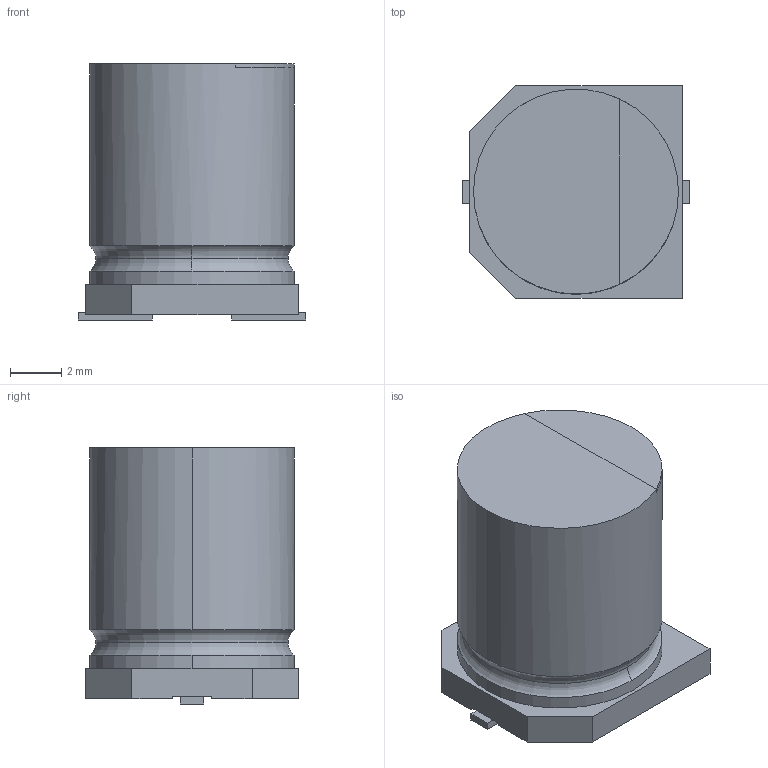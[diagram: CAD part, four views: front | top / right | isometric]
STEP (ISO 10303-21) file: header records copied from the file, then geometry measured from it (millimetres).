
FILE_DESCRIPTION(('FreeCAD Model'),'2;1');
FILE_NAME('User Library-CL_series_size8x10.step' ,'2021-01-21T11:42:57',('kicad StepUp'),('ksu MCAD'), 'Open CASCADE STEP processor 7.3','FreeCAD','Unknown');
FILE_SCHEMA(('AUTOMOTIVE_DESIGN { 1 0 10303 214 1 1 1 1 }'));
Length unit declared in the file: millimetre
Products named in the file (1): User_Library-CL_series_size8x10
Bounding box: 8.9 x 8.3 x 10 mm (x, y, z)
Volume: 507.1 mm3; surface area: 550.6 mm2
Topology: 5 solids, 5 shells, 44 faces, 291 edges, 840 vertices
Faces by surface type: plane 32, cylinder 8, torus 4
Entity records: 3526 total; most frequent: CARTESIAN_POINT 1176, DIRECTION 465, LINE 207, VECTOR 207, GEOMETRIC_CURVE_SET 195, ORIENTED_EDGE 194, TRIMMED_CURVE 194, AXIS2_PLACEMENT_3D 129
